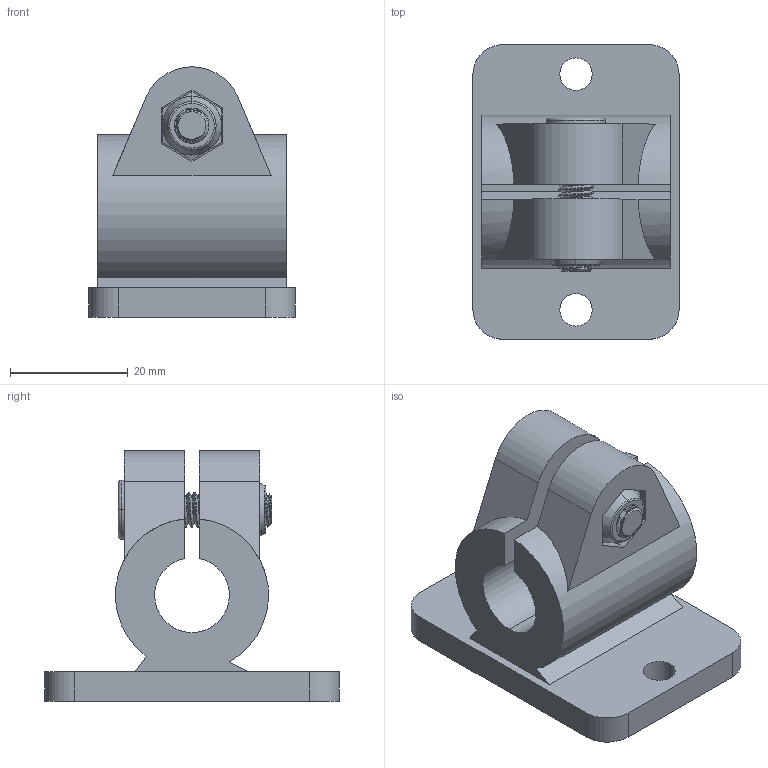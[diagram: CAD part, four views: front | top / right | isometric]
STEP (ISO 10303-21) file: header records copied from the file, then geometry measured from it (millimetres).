
FILE_DESCRIPTION (( 'STEP AP203' ), '1' );
FILE_NAME ('9578T310_HEAVY DUTY ALUMINUM CLAMP-ON FRAMING FITTING_9578T31_sldprt.STEP', '2019-04-05T22:48:47', ( '' ), ( '' ), 'SwSTEP 2.0', 'SolidWorks 2018', '' );
FILE_SCHEMA (( 'CONFIG_CONTROL_DESIGN' ));
Length unit declared in the file: millimetre
Products named in the file (1): 9578T310_HEAVY DUTY ALUMINUM CLAMP-ON FRAMING FITTING_9578T31_sldprt
Bounding box: 35 x 50 x 42.5 mm (x, y, z)
Volume: 25772.5 mm3; surface area: 11437.4 mm2
Topology: 3 solids, 3 shells, 140 faces, 365 edges, 236 vertices
Faces by surface type: cylinder 62, plane 50, cone 19, torus 6, bspline 3
Entity records: 7528 total; most frequent: CARTESIAN_POINT 4261, ORIENTED_EDGE 730, DIRECTION 600, EDGE_CURVE 365, VERTEX_POINT 236, AXIS2_PLACEMENT_3D 216, VECTOR 168, LINE 168
